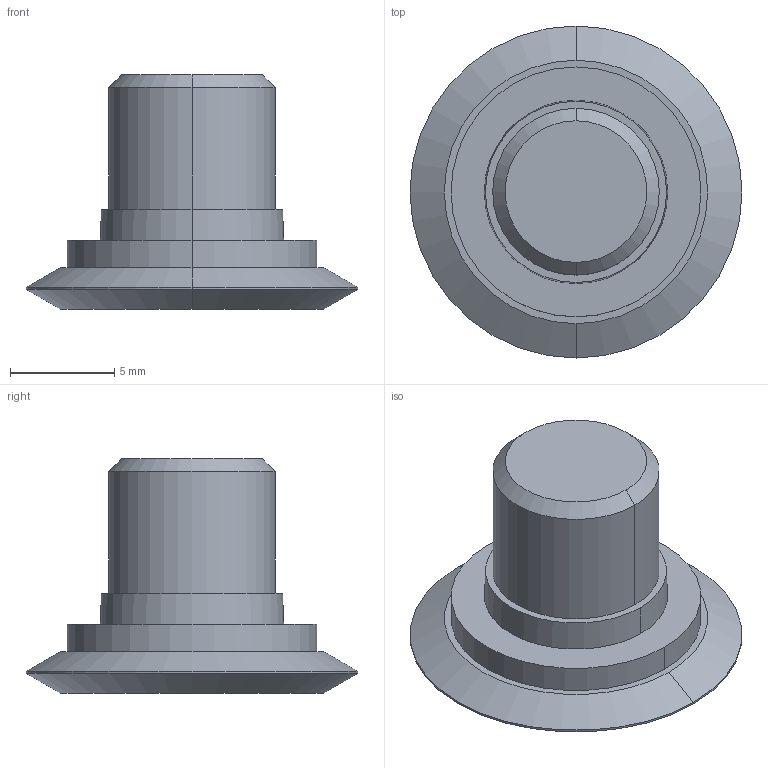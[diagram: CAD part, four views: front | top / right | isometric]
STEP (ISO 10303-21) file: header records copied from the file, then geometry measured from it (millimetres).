
FILE_DESCRIPTION((''),'2;1');
FILE_NAME('17Y15910T8RP600','2023-05-17T08:31:55',('ruebsamenm'),(''),'CREO PARAMETRIC BY PTC INC, 2021184','CREO PARAMETRIC BY PTC INC, 2021184','');
FILE_SCHEMA(('AUTOMOTIVE_DESIGN { 1 0 10303 214 1 1 1 1 }'));
Length unit declared in the file: millimetre
Products named in the file (3): CUT; NOCUT; 17Y15910T8RP600
Assembly tree (2 placements, depth 2):
  17Y15910T8RP600
    CUT
    NOCUT
Bounding box: 15.94 x 15.94 x 11.24 mm (x, y, z)
Volume: 882.8 mm3; surface area: 827.2 mm2
Topology: 2 solids, 2 shells, 23 faces, 44 edges, 26 vertices
Faces by surface type: cone 12, cylinder 6, plane 5
Entity records: 1020 total; most frequent: DIRECTION 156, CARTESIAN_POINT 121, ORIENTED_EDGE 88, AXIS2_PLACEMENT_3D 68, PRESENTATION_STYLE_ASSIGNMENT 54, STYLED_ITEM 54, CURVE_STYLE 52, EDGE_CURVE 44
